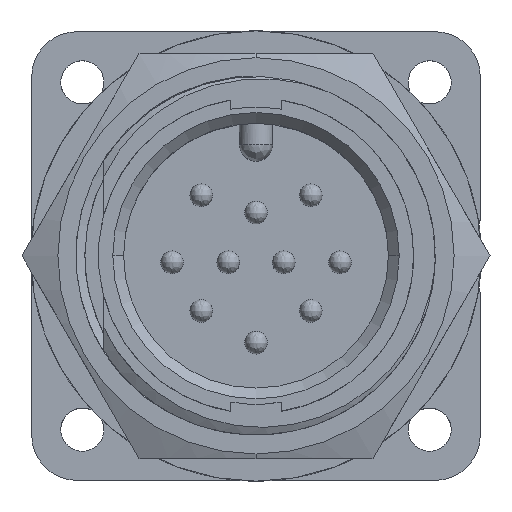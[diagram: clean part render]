
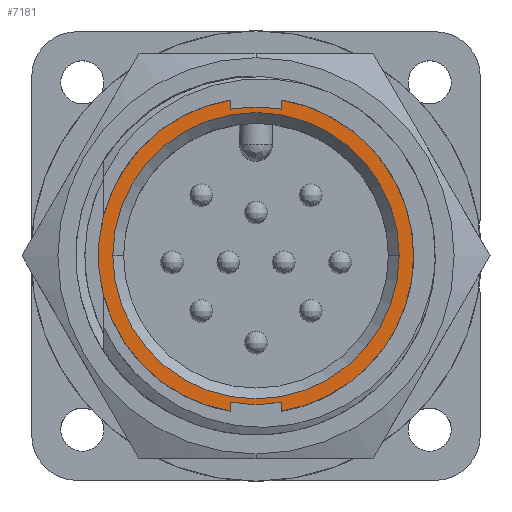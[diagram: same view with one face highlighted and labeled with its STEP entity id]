
A CAD part, top view. The second image highlights one B-rep face of the part: STEP entity #7181.
In plain terms, the highlighted planar face has unit normal (0, 0, 1).
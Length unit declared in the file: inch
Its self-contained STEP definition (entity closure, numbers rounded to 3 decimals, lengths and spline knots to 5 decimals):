
#249 = CARTESIAN_POINT ( 'NONE',  ( -0.07, -0.40652, 0.663 ) ) ;
#339 = DIRECTION ( 'NONE',  ( 1., 0., 0. ) ) ;
#353 = DIRECTION ( 'NONE',  ( 1., 0., 0. ) ) ;
#375 = DIRECTION ( 'NONE',  ( 0., 0., 1. ) ) ;
#407 = CARTESIAN_POINT ( 'NONE',  ( 0., 0., 0.663 ) ) ;
#755 = DIRECTION ( 'NONE',  ( -1., 0., 0. ) ) ;
#948 = CIRCLE ( 'NONE', #4127, 0.4125 ) ;
#1296 = ORIENTED_EDGE ( 'NONE', *, *, #14349, .F. ) ;
#1375 = EDGE_CURVE ( 'NONE', #2021, #12039, #9006, .T. ) ;
#1599 = EDGE_CURVE ( 'NONE', #15235, #10408, #4332, .T. ) ;
#1779 = DIRECTION ( 'NONE',  ( 0., -1., 0. ) ) ;
#1827 = CARTESIAN_POINT ( 'NONE',  ( 0.07, 0., 0.663 ) ) ;
#1895 = CARTESIAN_POINT ( 'NONE',  ( 0.3975, 0., 0.663 ) ) ;
#2021 = VERTEX_POINT ( 'NONE', #7264 ) ;
#2306 = LINE ( 'NONE', #1827, #8212 ) ;
#2369 = ORIENTED_EDGE ( 'NONE', *, *, #13479, .T. ) ;
#2604 = AXIS2_PLACEMENT_3D ( 'NONE', #14901, #7703, #339 ) ;
#2737 = DIRECTION ( 'NONE',  ( 0., 0., -1. ) ) ;
#2846 = CARTESIAN_POINT ( 'NONE',  ( 0.07, -0.40652, 0.663 ) ) ;
#3029 = VECTOR ( 'NONE', #4126, 39.37008 ) ;
#3110 = CARTESIAN_POINT ( 'NONE',  ( -0.3975, 0., 0.663 ) ) ;
#3751 = EDGE_CURVE ( 'NONE', #14078, #2021, #2306, .T. ) ;
#3785 = CARTESIAN_POINT ( 'NONE',  ( -0.07, -0.43186, 0.663 ) ) ;
#3977 = EDGE_CURVE ( 'NONE', #13095, #7478, #7846, .T. ) ;
#4126 = DIRECTION ( 'NONE',  ( 0., 1., 0. ) ) ;
#4127 = AXIS2_PLACEMENT_3D ( 'NONE', #10217, #2737, #11474 ) ;
#4323 = CIRCLE ( 'NONE', #11207, 0.4125 ) ;
#4332 = CIRCLE ( 'NONE', #5151, 0.3975 ) ;
#5151 = AXIS2_PLACEMENT_3D ( 'NONE', #9030, #9025, #9010 ) ;
#5186 = AXIS2_PLACEMENT_3D ( 'NONE', #13757, #6508, #14954 ) ;
#5362 = VECTOR ( 'NONE', #6216, 39.37008 ) ;
#6071 = FACE_BOUND ( 'NONE', #11973, .T. ) ;
#6169 = ORIENTED_EDGE ( 'NONE', *, *, #15781, .F. ) ;
#6181 = CARTESIAN_POINT ( 'NONE',  ( -0.07, -0.40398, 0.663 ) ) ;
#6216 = DIRECTION ( 'NONE',  ( 0., -1., 0. ) ) ;
#6508 = DIRECTION ( 'NONE',  ( 0., 0., 1. ) ) ;
#6837 = VERTEX_POINT ( 'NONE', #9924 ) ;
#6913 = DIRECTION ( 'NONE',  ( 1., 0., 0. ) ) ;
#6928 = DIRECTION ( 'NONE',  ( 0., 0., 1. ) ) ;
#6952 = ORIENTED_EDGE ( 'NONE', *, *, #3977, .T. ) ;
#7038 = CARTESIAN_POINT ( 'NONE',  ( 0., 0., 0.663 ) ) ;
#7083 = PLANE ( 'NONE',  #11901 ) ;
#7181 = ADVANCED_FACE ( 'NONE', ( #11514, #6071 ), #7083, .T. ) ;
#7264 = CARTESIAN_POINT ( 'NONE',  ( 0.07, -0.43186, 0.663 ) ) ;
#7325 = CARTESIAN_POINT ( 'NONE',  ( 0.07, 0., 0.663 ) ) ;
#7478 = VERTEX_POINT ( 'NONE', #3785 ) ;
#7703 = DIRECTION ( 'NONE',  ( 0., 0., -1. ) ) ;
#7846 = CIRCLE ( 'NONE', #11720, 0.4375 ) ;
#8132 = DIRECTION ( 'NONE',  ( 0., 0., -1. ) ) ;
#8212 = VECTOR ( 'NONE', #1779, 39.37008 ) ;
#8905 = VERTEX_POINT ( 'NONE', #249 ) ;
#9006 = CIRCLE ( 'NONE', #13645, 0.4375 ) ;
#9010 = DIRECTION ( 'NONE',  ( 1., 0., 0. ) ) ;
#9025 = DIRECTION ( 'NONE',  ( 0., 0., -1. ) ) ;
#9030 = CARTESIAN_POINT ( 'NONE',  ( 0., 0., 0.663 ) ) ;
#9042 = ORIENTED_EDGE ( 'NONE', *, *, #9406, .F. ) ;
#9044 = ORIENTED_EDGE ( 'NONE', *, *, #1599, .T. ) ;
#9406 = EDGE_CURVE ( 'NONE', #14078, #8905, #948, .T. ) ;
#9503 = EDGE_CURVE ( 'NONE', #6837, #13095, #15462, .T. ) ;
#9924 = CARTESIAN_POINT ( 'NONE',  ( -0.07, 0.40652, 0.663 ) ) ;
#10021 = ORIENTED_EDGE ( 'NONE', *, *, #3751, .T. ) ;
#10217 = CARTESIAN_POINT ( 'NONE',  ( 0., 0., 0.663 ) ) ;
#10380 = VERTEX_POINT ( 'NONE', #15282 ) ;
#10408 = VERTEX_POINT ( 'NONE', #3110 ) ;
#10816 = VERTEX_POINT ( 'NONE', #12321 ) ;
#10817 = ORIENTED_EDGE ( 'NONE', *, *, #9503, .T. ) ;
#11076 = EDGE_CURVE ( 'NONE', #10408, #15235, #13766, .T. ) ;
#11207 = AXIS2_PLACEMENT_3D ( 'NONE', #15350, #8132, #755 ) ;
#11408 = ORIENTED_EDGE ( 'NONE', *, *, #11076, .T. ) ;
#11452 = DIRECTION ( 'NONE',  ( 1., 0., 0. ) ) ;
#11474 = DIRECTION ( 'NONE',  ( -1., 0., 0. ) ) ;
#11514 = FACE_OUTER_BOUND ( 'NONE', #13465, .T. ) ;
#11720 = AXIS2_PLACEMENT_3D ( 'NONE', #407, #375, #353 ) ;
#11776 = CIRCLE ( 'NONE', #5186, 0.4375 ) ;
#11901 = AXIS2_PLACEMENT_3D ( 'NONE', #7038, #6928, #6913 ) ;
#11973 = EDGE_LOOP ( 'NONE', ( #9044, #11408 ) ) ;
#11978 = DIRECTION ( 'NONE',  ( 0., 0., 1. ) ) ;
#11998 = CARTESIAN_POINT ( 'NONE',  ( 0., 0., 0.663 ) ) ;
#12039 = VERTEX_POINT ( 'NONE', #15136 ) ;
#12316 = DIRECTION ( 'NONE',  ( 0., -1., 0. ) ) ;
#12321 = CARTESIAN_POINT ( 'NONE',  ( 0.07, 0.40652, 0.663 ) ) ;
#12772 = CARTESIAN_POINT ( 'NONE',  ( -0.07, 0., 0.663 ) ) ;
#13018 = VECTOR ( 'NONE', #12316, 39.37008 ) ;
#13095 = VERTEX_POINT ( 'NONE', #13297 ) ;
#13194 = ORIENTED_EDGE ( 'NONE', *, *, #1375, .T. ) ;
#13297 = CARTESIAN_POINT ( 'NONE',  ( -0.07, 0.43186, 0.663 ) ) ;
#13305 = EDGE_CURVE ( 'NONE', #10380, #10816, #15287, .T. ) ;
#13465 = EDGE_LOOP ( 'NONE', ( #6169, #10817, #6952, #1296, #9042, #10021, #13194, #2369, #14179 ) ) ;
#13479 = EDGE_CURVE ( 'NONE', #12039, #10380, #11776, .T. ) ;
#13645 = AXIS2_PLACEMENT_3D ( 'NONE', #11998, #11978, #11452 ) ;
#13757 = CARTESIAN_POINT ( 'NONE',  ( 0., 0., 0.663 ) ) ;
#13766 = CIRCLE ( 'NONE', #2604, 0.3975 ) ;
#14078 = VERTEX_POINT ( 'NONE', #2846 ) ;
#14179 = ORIENTED_EDGE ( 'NONE', *, *, #13305, .T. ) ;
#14284 = LINE ( 'NONE', #6181, #13018 ) ;
#14349 = EDGE_CURVE ( 'NONE', #8905, #7478, #14284, .T. ) ;
#14901 = CARTESIAN_POINT ( 'NONE',  ( 0., 0., 0.663 ) ) ;
#14954 = DIRECTION ( 'NONE',  ( 1., 0., 0. ) ) ;
#15136 = CARTESIAN_POINT ( 'NONE',  ( 0.4375, 0., 0.663 ) ) ;
#15235 = VERTEX_POINT ( 'NONE', #1895 ) ;
#15282 = CARTESIAN_POINT ( 'NONE',  ( 0.07, 0.43186, 0.663 ) ) ;
#15287 = LINE ( 'NONE', #7325, #5362 ) ;
#15350 = CARTESIAN_POINT ( 'NONE',  ( 0., 0., 0.663 ) ) ;
#15462 = LINE ( 'NONE', #12772, #3029 ) ;
#15781 = EDGE_CURVE ( 'NONE', #6837, #10816, #4323, .T. ) ;
